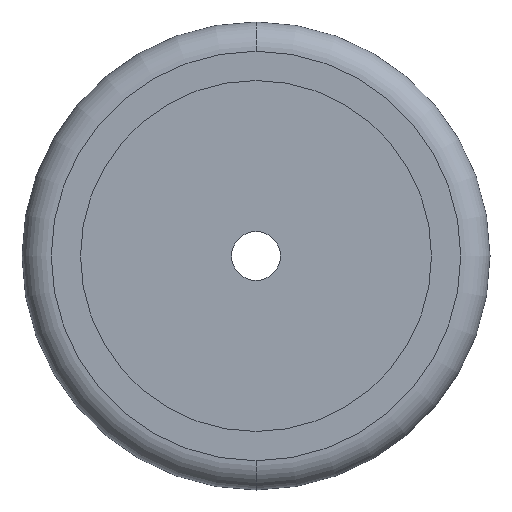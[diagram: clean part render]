
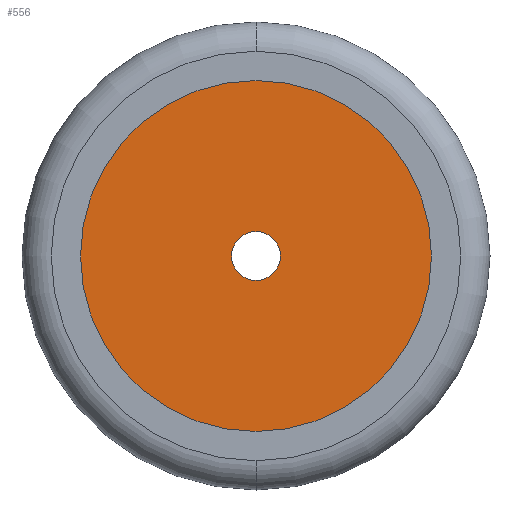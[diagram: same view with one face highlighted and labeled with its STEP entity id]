
A CAD part, front view. The second image highlights one B-rep face of the part: STEP entity #556.
In plain terms, the highlighted planar face has unit normal (0, -1, 0).
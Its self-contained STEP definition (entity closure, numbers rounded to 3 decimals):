
#4 = DIRECTION ( 'NONE',  ( 0., -1., 0. ) ) ;
#26 = CARTESIAN_POINT ( 'NONE',  ( 0., 0., 0. ) ) ;
#40 = CARTESIAN_POINT ( 'NONE',  ( 0., 0., 18. ) ) ;
#41 = CIRCLE ( 'NONE', #719, 2.5 ) ;
#59 = EDGE_CURVE ( 'NONE', #675, #425, #310, .T. ) ;
#97 = CARTESIAN_POINT ( 'NONE',  ( 0., 0., 0. ) ) ;
#98 = AXIS2_PLACEMENT_3D ( 'NONE', #97, #740, #803 ) ;
#123 = AXIS2_PLACEMENT_3D ( 'NONE', #26, #290, #551 ) ;
#126 = CARTESIAN_POINT ( 'NONE',  ( 0., 0., -2.5 ) ) ;
#153 = AXIS2_PLACEMENT_3D ( 'NONE', #532, #264, #516 ) ;
#192 = EDGE_LOOP ( 'NONE', ( #230, #562 ) ) ;
#230 = ORIENTED_EDGE ( 'NONE', *, *, #303, .F. ) ;
#235 = CARTESIAN_POINT ( 'NONE',  ( 0., 0., 2.5 ) ) ;
#243 = DIRECTION ( 'NONE',  ( 0., 0., -1. ) ) ;
#244 = CIRCLE ( 'NONE', #153, 2.5 ) ;
#264 = DIRECTION ( 'NONE',  ( 0., -1., 0. ) ) ;
#290 = DIRECTION ( 'NONE',  ( 0., -1., 0. ) ) ;
#298 = FACE_OUTER_BOUND ( 'NONE', #462, .T. ) ;
#303 = EDGE_CURVE ( 'NONE', #773, #593, #244, .T. ) ;
#304 = FACE_BOUND ( 'NONE', #192, .T. ) ;
#310 = CIRCLE ( 'NONE', #98, 18. ) ;
#368 = EDGE_CURVE ( 'NONE', #593, #773, #41, .T. ) ;
#425 = VERTEX_POINT ( 'NONE', #610 ) ;
#441 = PLANE ( 'NONE',  #559 ) ;
#451 = CARTESIAN_POINT ( 'NONE',  ( 0., 0., 0. ) ) ;
#462 = EDGE_LOOP ( 'NONE', ( #536, #531 ) ) ;
#491 = CIRCLE ( 'NONE', #123, 18. ) ;
#494 = CARTESIAN_POINT ( 'NONE',  ( 0., 0., 0. ) ) ;
#505 = DIRECTION ( 'NONE',  ( 0., -1., 0. ) ) ;
#516 = DIRECTION ( 'NONE',  ( 0., 0., -1. ) ) ;
#531 = ORIENTED_EDGE ( 'NONE', *, *, #544, .T. ) ;
#532 = CARTESIAN_POINT ( 'NONE',  ( 0., 0., 0. ) ) ;
#536 = ORIENTED_EDGE ( 'NONE', *, *, #59, .T. ) ;
#544 = EDGE_CURVE ( 'NONE', #425, #675, #491, .T. ) ;
#551 = DIRECTION ( 'NONE',  ( 0., 0., -1. ) ) ;
#556 = ADVANCED_FACE ( 'NONE', ( #304, #298 ), #441, .T. ) ;
#559 = AXIS2_PLACEMENT_3D ( 'NONE', #494, #505, #243 ) ;
#562 = ORIENTED_EDGE ( 'NONE', *, *, #368, .F. ) ;
#593 = VERTEX_POINT ( 'NONE', #235 ) ;
#610 = CARTESIAN_POINT ( 'NONE',  ( 0., 0., -18. ) ) ;
#675 = VERTEX_POINT ( 'NONE', #40 ) ;
#719 = AXIS2_PLACEMENT_3D ( 'NONE', #451, #4, #824 ) ;
#740 = DIRECTION ( 'NONE',  ( 0., -1., 0. ) ) ;
#773 = VERTEX_POINT ( 'NONE', #126 ) ;
#803 = DIRECTION ( 'NONE',  ( 0., 0., -1. ) ) ;
#824 = DIRECTION ( 'NONE',  ( 0., 0., -1. ) ) ;
